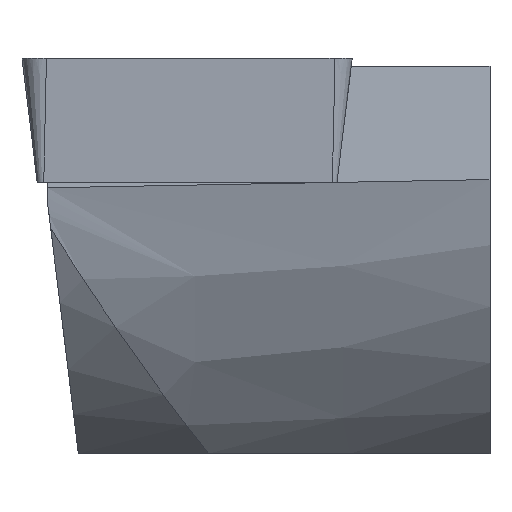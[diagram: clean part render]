
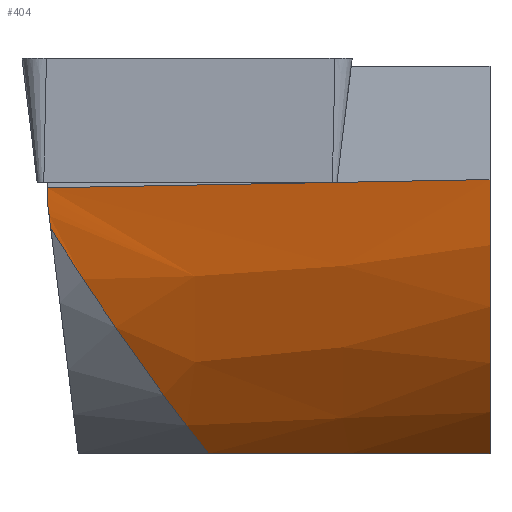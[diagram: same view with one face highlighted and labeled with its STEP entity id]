
A CAD part, front view. The second image highlights one B-rep face of the part: STEP entity #404.
In plain terms, the highlighted conical face has half-angle 10 degrees and reference radius 10 mm.
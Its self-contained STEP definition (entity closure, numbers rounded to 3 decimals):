
#344=CONICAL_SURFACE('',#1001,10.,10.);
#404=ADVANCED_FACE('',(#442),#344,.T.);
#442=FACE_OUTER_BOUND('',#481,.T.);
#481=EDGE_LOOP('',(#741,#742,#743,#744,#745,#746));
#607=B_SPLINE_CURVE_WITH_KNOTS('',3,(#1245,#1246,#1247,#1248),
 .UNSPECIFIED.,.F.,.F.,(4,4),(0.,1.),.UNSPECIFIED.);
#608=B_SPLINE_CURVE_WITH_KNOTS('',3,(#1258,#1259,#1260,#1261),
 .UNSPECIFIED.,.F.,.F.,(4,4),(0.,1.),.UNSPECIFIED.);
#612=B_SPLINE_CURVE_WITH_KNOTS('',3,(#1368,#1369,#1370,#1371),
 .UNSPECIFIED.,.F.,.F.,(4,4),(0.,1.),.UNSPECIFIED.);
#617=ELLIPSE('',#990,10.042,9.965);
#741=ORIENTED_EDGE('',*,*,#869,.T.);
#742=ORIENTED_EDGE('',*,*,#858,.T.);
#743=ORIENTED_EDGE('',*,*,#909,.T.);
#744=ORIENTED_EDGE('',*,*,#914,.F.);
#745=ORIENTED_EDGE('',*,*,#874,.T.);
#746=ORIENTED_EDGE('',*,*,#891,.F.);
#799=VERTEX_POINT('',#1223);
#800=VERTEX_POINT('',#1224);
#809=VERTEX_POINT('',#1249);
#813=VERTEX_POINT('',#1262);
#814=VERTEX_POINT('',#1263);
#836=VERTEX_POINT('',#1358);
#858=EDGE_CURVE('',#799,#800,#943,.T.);
#869=EDGE_CURVE('',#809,#799,#607,.T.);
#874=EDGE_CURVE('',#813,#814,#608,.T.);
#891=EDGE_CURVE('',#809,#814,#947,.T.);
#909=EDGE_CURVE('',#800,#836,#617,.T.);
#914=EDGE_CURVE('',#813,#836,#612,.T.);
#943=CIRCLE('',#964,9.913);
#947=CIRCLE('',#978,8.413);
#964=AXIS2_PLACEMENT_3D('',#1222,#1029,#1030);
#978=AXIS2_PLACEMENT_3D('',#1321,#1078,#1079);
#990=AXIS2_PLACEMENT_3D('',#1357,#1115,#1116);
#1001=AXIS2_PLACEMENT_3D('',#1380,#1143,#1144);
#1029=DIRECTION('',(1.,0.,0.));
#1030=DIRECTION('',(0.,-1.,0.));
#1078=DIRECTION('',(1.,0.,0.));
#1079=DIRECTION('',(0.,0.,-1.));
#1115=DIRECTION('',(0.993,0.,0.122));
#1116=DIRECTION('',(-0.122,0.,0.993));
#1143=DIRECTION('',(-1.,0.,0.));
#1144=DIRECTION('',(0.,0.,-1.));
#1222=CARTESIAN_POINT('',(0.492,10.298,-0.5));
#1223=CARTESIAN_POINT('',(0.492,0.587,-2.488));
#1224=CARTESIAN_POINT('',(0.492,0.65,-2.778));
#1245=CARTESIAN_POINT('',(9.,2.087,-2.33));
#1246=CARTESIAN_POINT('',(6.164,1.587,-2.385));
#1247=CARTESIAN_POINT('',(3.328,1.087,-2.438));
#1248=CARTESIAN_POINT('',(0.492,0.587,-2.488));
#1249=CARTESIAN_POINT('',(9.,2.087,-2.33));
#1258=CARTESIAN_POINT('',(3.591,4.189,-7.6));
#1259=CARTESIAN_POINT('',(5.406,4.68,-7.6));
#1260=CARTESIAN_POINT('',(7.214,5.198,-7.6));
#1261=CARTESIAN_POINT('',(9.,5.785,-7.6));
#1262=CARTESIAN_POINT('',(3.591,4.189,-7.6));
#1263=CARTESIAN_POINT('',(9.,5.785,-7.6));
#1321=CARTESIAN_POINT('',(9.,10.298,-0.5));
#1357=CARTESIAN_POINT('',(0.186,10.298,-0.284));
#1358=CARTESIAN_POINT('',(0.553,0.792,-3.273));
#1368=CARTESIAN_POINT('',(3.591,4.189,-7.6));
#1369=CARTESIAN_POINT('',(2.675,2.629,-6.471));
#1370=CARTESIAN_POINT('',(1.625,1.486,-4.975));
#1371=CARTESIAN_POINT('',(0.553,0.792,-3.273));
#1380=CARTESIAN_POINT('',(0.,10.298,-0.5));
